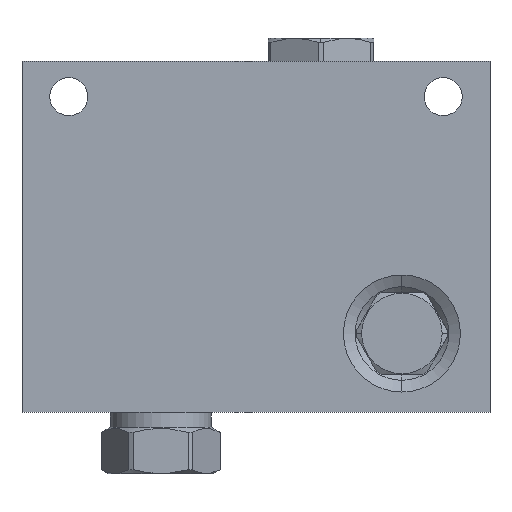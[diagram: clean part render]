
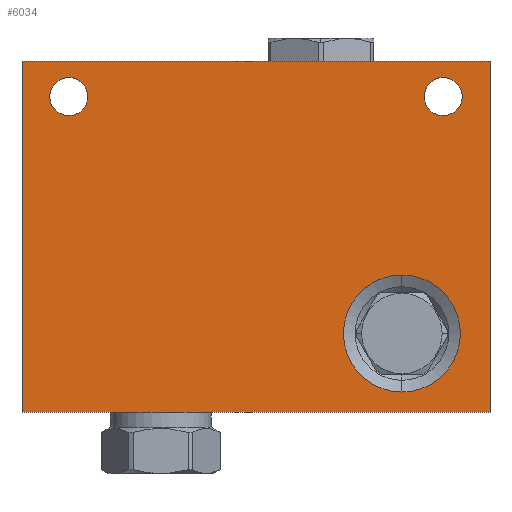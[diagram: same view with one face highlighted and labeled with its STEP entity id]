
A CAD part, front view. The second image highlights one B-rep face of the part: STEP entity #6034.
In plain terms, the highlighted planar face has unit normal (0, -1, 0).
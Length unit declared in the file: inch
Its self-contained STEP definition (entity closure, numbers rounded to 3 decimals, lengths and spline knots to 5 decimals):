
#5=DIRECTION('',(1.,0.,0.));
#6=VECTOR('',#5,5.);
#7=CARTESIAN_POINT('',(0.,-4.,0.));
#8=LINE('',#7,#6);
#105=DIRECTION('',(0.,0.,1.));
#106=VECTOR('',#105,3.75);
#107=CARTESIAN_POINT('',(5.,-4.,0.));
#108=LINE('',#107,#106);
#139=DIRECTION('',(0.,0.,1.));
#140=VECTOR('',#139,3.75);
#141=CARTESIAN_POINT('',(0.,-4.,0.));
#142=LINE('',#141,#140);
#143=CARTESIAN_POINT('',(4.059,-4.,0.844));
#144=DIRECTION('',(0.,1.,0.));
#145=DIRECTION('',(0.,0.,-1.));
#146=AXIS2_PLACEMENT_3D('',#143,#144,#145);
#148=CARTESIAN_POINT('',(4.059,-4.,0.844));
#149=DIRECTION('',(0.,1.,0.));
#150=DIRECTION('',(0.,0.,1.));
#151=AXIS2_PLACEMENT_3D('',#148,#149,#150);
#153=CARTESIAN_POINT('',(4.5,-4.,3.375));
#154=DIRECTION('',(0.,1.,0.));
#155=DIRECTION('',(0.,0.,-1.));
#156=AXIS2_PLACEMENT_3D('',#153,#154,#155);
#158=CARTESIAN_POINT('',(4.5,-4.,3.375));
#159=DIRECTION('',(0.,1.,0.));
#160=DIRECTION('',(0.,0.,1.));
#161=AXIS2_PLACEMENT_3D('',#158,#159,#160);
#163=CARTESIAN_POINT('',(0.5,-4.,3.375));
#164=DIRECTION('',(0.,1.,0.));
#165=DIRECTION('',(0.,0.,-1.));
#166=AXIS2_PLACEMENT_3D('',#163,#164,#165);
#168=CARTESIAN_POINT('',(0.5,-4.,3.375));
#169=DIRECTION('',(0.,1.,0.));
#170=DIRECTION('',(0.,0.,1.));
#171=AXIS2_PLACEMENT_3D('',#168,#169,#170);
#185=DIRECTION('',(1.,0.,0.));
#186=VECTOR('',#185,5.);
#187=CARTESIAN_POINT('',(0.,-4.,3.75));
#188=LINE('',#187,#186);
#5183=CARTESIAN_POINT('',(0.,-4.,0.));
#5185=VERTEX_POINT('',#5183);
#5186=CARTESIAN_POINT('',(5.,-4.,0.));
#5187=VERTEX_POINT('',#5186);
#5191=CARTESIAN_POINT('',(0.,-4.,3.75));
#5193=VERTEX_POINT('',#5191);
#5194=CARTESIAN_POINT('',(5.,-4.,3.75));
#5195=VERTEX_POINT('',#5194);
#5658=CARTESIAN_POINT('',(4.059,-4.,0.219));
#5659=CARTESIAN_POINT('',(4.059,-4.,1.469));
#5660=VERTEX_POINT('',#5658);
#5661=VERTEX_POINT('',#5659);
#5666=CARTESIAN_POINT('',(4.5,-4.,3.172));
#5667=CARTESIAN_POINT('',(4.5,-4.,3.578));
#5668=VERTEX_POINT('',#5666);
#5669=VERTEX_POINT('',#5667);
#5674=CARTESIAN_POINT('',(0.5,-4.,3.172));
#5675=CARTESIAN_POINT('',(0.5,-4.,3.578));
#5676=VERTEX_POINT('',#5674);
#5677=VERTEX_POINT('',#5675);
#6004=CARTESIAN_POINT('',(0.,-4.,0.));
#6005=DIRECTION('',(0.,-1.,0.));
#6006=DIRECTION('',(1.,0.,0.));
#6007=AXIS2_PLACEMENT_3D('',#6004,#6005,#6006);
#6008=PLANE('',#6007);
#6009=ORIENTED_EDGE('',*,*,#5886,.F.);
#6010=ORIENTED_EDGE('',*,*,#5917,.T.);
#6012=ORIENTED_EDGE('',*,*,#6011,.T.);
#6013=ORIENTED_EDGE('',*,*,#5978,.F.);
#6014=EDGE_LOOP('',(#6009,#6010,#6012,#6013));
#6015=FACE_OUTER_BOUND('',#6014,.F.);
#6017=ORIENTED_EDGE('',*,*,#6016,.F.);
#6019=ORIENTED_EDGE('',*,*,#6018,.F.);
#6020=EDGE_LOOP('',(#6017,#6019));
#6021=FACE_BOUND('',#6020,.F.);
#6023=ORIENTED_EDGE('',*,*,#6022,.F.);
#6025=ORIENTED_EDGE('',*,*,#6024,.F.);
#6026=EDGE_LOOP('',(#6023,#6025));
#6027=FACE_BOUND('',#6026,.F.);
#6029=ORIENTED_EDGE('',*,*,#6028,.F.);
#6031=ORIENTED_EDGE('',*,*,#6030,.F.);
#6032=EDGE_LOOP('',(#6029,#6031));
#6033=FACE_BOUND('',#6032,.F.);
#6034=ADVANCED_FACE('',(#6015,#6021,#6027,#6033),#6008,.T.);
#147=CIRCLE('',#146,0.625);
#152=CIRCLE('',#151,0.625);
#157=CIRCLE('',#156,0.203);
#162=CIRCLE('',#161,0.203);
#167=CIRCLE('',#166,0.203);
#172=CIRCLE('',#171,0.203);
#5886=EDGE_CURVE('',#5185,#5187,#8,.T.);
#5917=EDGE_CURVE('',#5185,#5193,#142,.T.);
#5978=EDGE_CURVE('',#5187,#5195,#108,.T.);
#6011=EDGE_CURVE('',#5193,#5195,#188,.T.);
#6016=EDGE_CURVE('',#5660,#5661,#147,.T.);
#6018=EDGE_CURVE('',#5661,#5660,#152,.T.);
#6022=EDGE_CURVE('',#5668,#5669,#157,.T.);
#6024=EDGE_CURVE('',#5669,#5668,#162,.T.);
#6028=EDGE_CURVE('',#5676,#5677,#167,.T.);
#6030=EDGE_CURVE('',#5677,#5676,#172,.T.);
